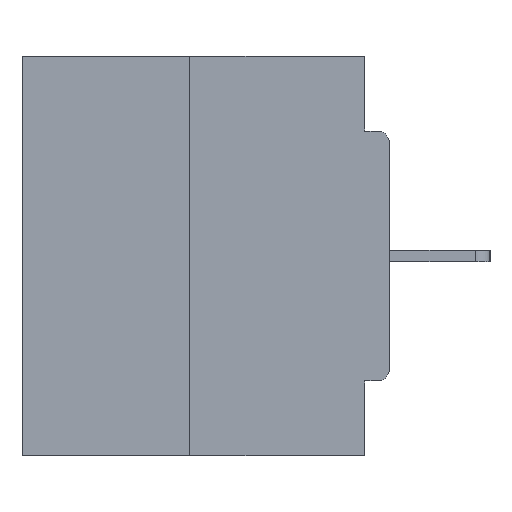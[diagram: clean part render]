
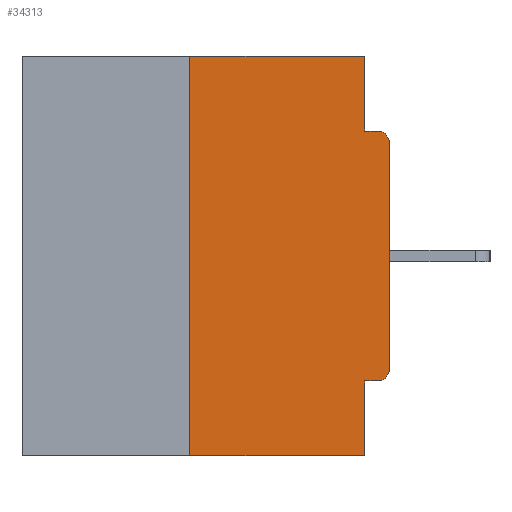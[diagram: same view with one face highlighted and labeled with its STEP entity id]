
A CAD part, left-side view. The second image highlights one B-rep face of the part: STEP entity #34313.
In plain terms, the highlighted planar face has unit normal (-1, 0, 0).
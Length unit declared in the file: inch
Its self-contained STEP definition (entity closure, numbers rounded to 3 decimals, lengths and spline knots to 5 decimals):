
#156 = CARTESIAN_POINT ( 'NONE',  ( 0., 0.015, -0.0935 ) ) ;
#931 = CIRCLE ( 'NONE', #36588, 0.015 ) ;
#1022 = DIRECTION ( 'NONE',  ( 0., 0., -1. ) ) ;
#3190 = VECTOR ( 'NONE', #32496, 39.37008 ) ;
#4328 = FACE_OUTER_BOUND ( 'NONE', #21074, .T. ) ;
#4480 = EDGE_CURVE ( 'NONE', #15285, #21592, #36106, .T. ) ;
#4727 = ORIENTED_EDGE ( 'NONE', *, *, #15590, .T. ) ;
#4771 = VERTEX_POINT ( 'NONE', #21712 ) ;
#4784 = VECTOR ( 'NONE', #20349, 39.37008 ) ;
#4880 = CARTESIAN_POINT ( 'NONE',  ( 0., 0.46, 0. ) ) ;
#4891 = PLANE ( 'NONE',  #6470 ) ;
#4915 = CARTESIAN_POINT ( 'NONE',  ( 0., 0.031, 0. ) ) ;
#5001 = DIRECTION ( 'NONE',  ( 0., 0., -1. ) ) ;
#6092 = CARTESIAN_POINT ( 'NONE',  ( 0., 0., -0.0935 ) ) ;
#6470 = AXIS2_PLACEMENT_3D ( 'NONE', #16259, #19578, #22156 ) ;
#6507 = DIRECTION ( 'NONE',  ( 0., 1., 0. ) ) ;
#6517 = ORIENTED_EDGE ( 'NONE', *, *, #14305, .T. ) ;
#7837 = DIRECTION ( 'NONE',  ( -1., 0., 0. ) ) ;
#8209 = DIRECTION ( 'NONE',  ( 0., 0., 1. ) ) ;
#9257 = DIRECTION ( 'NONE',  ( -1., 0., 0. ) ) ;
#9272 = VERTEX_POINT ( 'NONE', #4915 ) ;
#9517 = ORIENTED_EDGE ( 'NONE', *, *, #12353, .F. ) ;
#10035 = CIRCLE ( 'NONE', #15038, 0.015 ) ;
#10596 = VERTEX_POINT ( 'NONE', #38724 ) ;
#10730 = CARTESIAN_POINT ( 'NONE',  ( 0., 0.46, -0.5 ) ) ;
#10740 = LINE ( 'NONE', #4880, #4784 ) ;
#11478 = VECTOR ( 'NONE', #32609, 39.37008 ) ;
#11694 = CARTESIAN_POINT ( 'NONE',  ( 0., 0., 0. ) ) ;
#11983 = CARTESIAN_POINT ( 'NONE',  ( 0., 0.015, -0.3915 ) ) ;
#12078 = DIRECTION ( 'NONE',  ( 0., 0., 1. ) ) ;
#12353 = EDGE_CURVE ( 'NONE', #9272, #30015, #17710, .T. ) ;
#14061 = LINE ( 'NONE', #11694, #15725 ) ;
#14305 = EDGE_CURVE ( 'NONE', #21741, #4771, #14061, .T. ) ;
#14893 = EDGE_CURVE ( 'NONE', #4771, #16941, #10035, .T. ) ;
#15038 = AXIS2_PLACEMENT_3D ( 'NONE', #37238, #7837, #1022 ) ;
#15285 = VERTEX_POINT ( 'NONE', #32918 ) ;
#15590 = EDGE_CURVE ( 'NONE', #36297, #21986, #20140, .T. ) ;
#15711 = ORIENTED_EDGE ( 'NONE', *, *, #36949, .F. ) ;
#15725 = VECTOR ( 'NONE', #12078, 39.37008 ) ;
#16259 = CARTESIAN_POINT ( 'NONE',  ( 0., 0.46, 0. ) ) ;
#16489 = ORIENTED_EDGE ( 'NONE', *, *, #23771, .F. ) ;
#16941 = VERTEX_POINT ( 'NONE', #156 ) ;
#17710 = LINE ( 'NONE', #23402, #11478 ) ;
#19252 = VECTOR ( 'NONE', #5001, 39.37008 ) ;
#19578 = DIRECTION ( 'NONE',  ( 1., 0., 0. ) ) ;
#20140 = LINE ( 'NONE', #10730, #3190 ) ;
#20349 = DIRECTION ( 'NONE',  ( 0., -1., 0. ) ) ;
#21074 = EDGE_LOOP ( 'NONE', ( #32430, #15711, #4727, #16489, #36152, #25522, #6517, #29211, #24577, #9517 ) ) ;
#21356 = CARTESIAN_POINT ( 'NONE',  ( 0., 0.031, -0.0935 ) ) ;
#21592 = VERTEX_POINT ( 'NONE', #35393 ) ;
#21712 = CARTESIAN_POINT ( 'NONE',  ( 0., 0., -0.1085 ) ) ;
#21741 = VERTEX_POINT ( 'NONE', #29180 ) ;
#21986 = VERTEX_POINT ( 'NONE', #24860 ) ;
#22156 = DIRECTION ( 'NONE',  ( 0., 0., -1. ) ) ;
#22708 = VECTOR ( 'NONE', #6507, 39.37008 ) ;
#23402 = CARTESIAN_POINT ( 'NONE',  ( 0., 0.031, 0. ) ) ;
#23771 = EDGE_CURVE ( 'NONE', #21592, #21986, #25202, .T. ) ;
#24346 = CARTESIAN_POINT ( 'NONE',  ( 0., 0., -0.4065 ) ) ;
#24577 = ORIENTED_EDGE ( 'NONE', *, *, #28057, .F. ) ;
#24860 = CARTESIAN_POINT ( 'NONE',  ( 0., 0.031, -0.5 ) ) ;
#25202 = LINE ( 'NONE', #31849, #19252 ) ;
#25522 = ORIENTED_EDGE ( 'NONE', *, *, #26408, .T. ) ;
#26408 = EDGE_CURVE ( 'NONE', #15285, #21741, #931, .T. ) ;
#27243 = LINE ( 'NONE', #6092, #36092 ) ;
#28057 = EDGE_CURVE ( 'NONE', #30015, #16941, #27243, .T. ) ;
#28310 = EDGE_CURVE ( 'NONE', #10596, #9272, #10740, .T. ) ;
#28510 = VECTOR ( 'NONE', #8209, 39.37008 ) ;
#29180 = CARTESIAN_POINT ( 'NONE',  ( 0., 0., -0.3915 ) ) ;
#29211 = ORIENTED_EDGE ( 'NONE', *, *, #14893, .T. ) ;
#30015 = VERTEX_POINT ( 'NONE', #21356 ) ;
#30022 = DIRECTION ( 'NONE',  ( 0., 0., -1. ) ) ;
#30375 = DIRECTION ( 'NONE',  ( 0., -1., 0. ) ) ;
#31849 = CARTESIAN_POINT ( 'NONE',  ( 0., 0.031, -0.5 ) ) ;
#32430 = ORIENTED_EDGE ( 'NONE', *, *, #28310, .F. ) ;
#32496 = DIRECTION ( 'NONE',  ( 0., -1., 0. ) ) ;
#32609 = DIRECTION ( 'NONE',  ( 0., 0., -1. ) ) ;
#32918 = CARTESIAN_POINT ( 'NONE',  ( 0., 0.015, -0.4065 ) ) ;
#34313 = ADVANCED_FACE ( 'NONE', ( #4328 ), #4891, .F. ) ;
#35393 = CARTESIAN_POINT ( 'NONE',  ( 0., 0.031, -0.4065 ) ) ;
#35648 = LINE ( 'NONE', #38015, #28510 ) ;
#35786 = CARTESIAN_POINT ( 'NONE',  ( 0., 0.25, -0.5 ) ) ;
#36092 = VECTOR ( 'NONE', #30375, 39.37008 ) ;
#36106 = LINE ( 'NONE', #24346, #22708 ) ;
#36152 = ORIENTED_EDGE ( 'NONE', *, *, #4480, .F. ) ;
#36297 = VERTEX_POINT ( 'NONE', #35786 ) ;
#36588 = AXIS2_PLACEMENT_3D ( 'NONE', #11983, #9257, #30022 ) ;
#36949 = EDGE_CURVE ( 'NONE', #36297, #10596, #35648, .T. ) ;
#37238 = CARTESIAN_POINT ( 'NONE',  ( 0., 0.015, -0.1085 ) ) ;
#38015 = CARTESIAN_POINT ( 'NONE',  ( 0., 0.25, 0. ) ) ;
#38724 = CARTESIAN_POINT ( 'NONE',  ( 0., 0.25, 0. ) ) ;
